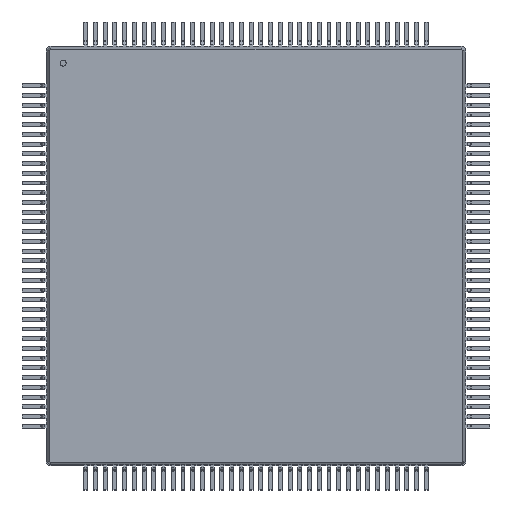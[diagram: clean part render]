
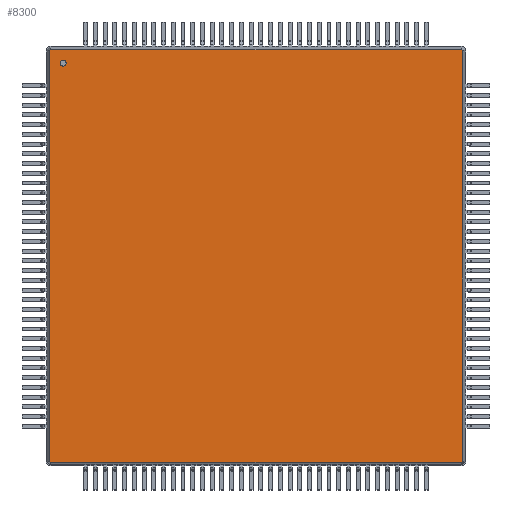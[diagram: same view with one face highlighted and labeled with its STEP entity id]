
A CAD part, top view. The second image highlights one B-rep face of the part: STEP entity #8300.
In plain terms, the highlighted planar face has unit normal (0, 0, 1).
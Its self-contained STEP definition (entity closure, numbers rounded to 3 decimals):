
#13=DIRECTION('',(0.,0.,1.));
#65=VECTOR('',#66,1.);
#66=DIRECTION('',(1.,0.,0.));
#543=DIRECTION('',(0.,-1.,0.));
#642=VECTOR('',#643,1.);
#643=DIRECTION('',(0.707,-0.707,0.));
#649=VECTOR('',#543,1.);
#655=VECTOR('',#656,1.);
#656=DIRECTION('',(-0.707,-0.707,0.));
#662=VECTOR('',#663,1.);
#663=DIRECTION('',(-1.,0.,0.));
#669=VECTOR('',#670,1.);
#670=DIRECTION('',(-0.707,0.707,0.));
#676=VECTOR('',#677,1.);
#677=DIRECTION('',(0.,1.,0.));
#681=VECTOR('',#682,1.);
#682=DIRECTION('',(0.707,0.707,0.));
#2394=VERTEX_POINT('',#2395);
#2395=CARTESIAN_POINT('',(13.713,13.776,1.6));
#2398=EDGE_CURVE('',#2399,#2394,#2401,.T.);
#2399=VERTEX_POINT('',#2400);
#2400=CARTESIAN_POINT('',(-13.713,13.776,1.6));
#2401=LINE('',#2400,#65);
#8292=EDGE_CURVE('',#8293,#2399,#8295,.T.);
#8293=VERTEX_POINT('',#8294);
#8294=CARTESIAN_POINT('',(-13.776,13.713,1.6));
#8295=LINE('',#8294,#681);
#8300=ADVANCED_FACE('',(#8301,#8333),#8342,.F.);
#8301=FACE_BOUND('',#8302,.F.);
#8302=EDGE_LOOP('',(#8303,#8304,#8309,#8314,#8319,#8324,#8329,#8332));
#8303=ORIENTED_EDGE('',*,*,#2398,.T.);
#8304=ORIENTED_EDGE('',*,*,#8305,.T.);
#8305=EDGE_CURVE('',#2394,#8306,#8308,.T.);
#8306=VERTEX_POINT('',#8307);
#8307=CARTESIAN_POINT('',(13.776,13.713,1.6));
#8308=LINE('',#2395,#642);
#8309=ORIENTED_EDGE('',*,*,#8310,.T.);
#8310=EDGE_CURVE('',#8306,#8311,#8313,.T.);
#8311=VERTEX_POINT('',#8312);
#8312=CARTESIAN_POINT('',(13.776,-13.713,1.6));
#8313=LINE('',#8307,#649);
#8314=ORIENTED_EDGE('',*,*,#8315,.T.);
#8315=EDGE_CURVE('',#8311,#8316,#8318,.T.);
#8316=VERTEX_POINT('',#8317);
#8317=CARTESIAN_POINT('',(13.713,-13.776,1.6));
#8318=LINE('',#8312,#655);
#8319=ORIENTED_EDGE('',*,*,#8320,.T.);
#8320=EDGE_CURVE('',#8316,#8321,#8323,.T.);
#8321=VERTEX_POINT('',#8322);
#8322=CARTESIAN_POINT('',(-13.713,-13.776,1.6));
#8323=LINE('',#8317,#662);
#8324=ORIENTED_EDGE('',*,*,#8325,.T.);
#8325=EDGE_CURVE('',#8321,#8326,#8328,.T.);
#8326=VERTEX_POINT('',#8327);
#8327=CARTESIAN_POINT('',(-13.776,-13.713,1.6));
#8328=LINE('',#8322,#669);
#8329=ORIENTED_EDGE('',*,*,#8330,.T.);
#8330=EDGE_CURVE('',#8326,#8293,#8331,.T.);
#8331=LINE('',#8327,#676);
#8332=ORIENTED_EDGE('',*,*,#8292,.T.);
#8333=FACE_BOUND('',#8334,.F.);
#8334=EDGE_LOOP('',(#8335));
#8335=ORIENTED_EDGE('',*,*,#8336,.T.);
#8336=EDGE_CURVE('',#8337,#8337,#8339,.T.);
#8337=VERTEX_POINT('',#8338);
#8338=CARTESIAN_POINT('',(-12.876,12.676,1.6));
#8339=CIRCLE('',#8340,0.2);
#8340=AXIS2_PLACEMENT_3D('',#8341,#13,#543);
#8341=CARTESIAN_POINT('',(-12.876,12.876,1.6));
#8342=PLANE('',#8343);
#8343=AXIS2_PLACEMENT_3D('',#2400,#8344,#8345);
#8344=DIRECTION('',(0.,0.,-1.));
#8345=DIRECTION('',(0.705,-0.709,0.));
